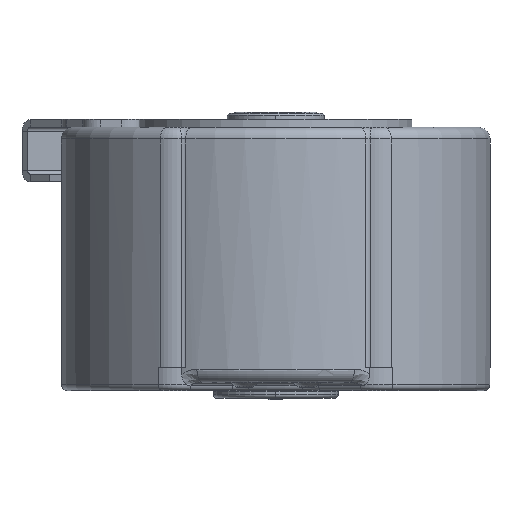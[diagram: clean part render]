
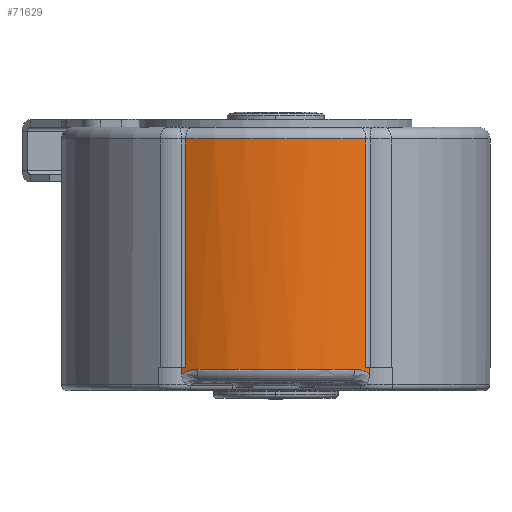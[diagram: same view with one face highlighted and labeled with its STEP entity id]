
A CAD part, front view. The second image highlights one B-rep face of the part: STEP entity #71629.
In plain terms, the highlighted cylindrical face has radius 53 mm (diameter 106 mm), a partial arc.
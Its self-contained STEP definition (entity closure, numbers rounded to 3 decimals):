
#26348=DIRECTION('',(0.,0.,-1.));
#26349=VECTOR('',#26348,58.5);
#26350=CARTESIAN_POINT('',(-23.08,-47.711,8.3));
#26351=LINE('',#26350,#26349);
#26366=CARTESIAN_POINT('',(0.,0.,-50.2));
#26367=DIRECTION('',(0.,0.,1.));
#26368=DIRECTION('',(0.435,-0.9,0.));
#26369=AXIS2_PLACEMENT_3D('',#26366,#26367,#26368);
#26371=DIRECTION('',(0.,0.,-1.));
#26372=VECTOR('',#26371,1.909);
#26373=CARTESIAN_POINT('',(24.096,-47.206,-50.2));
#26374=LINE('',#26373,#26372);
#26375=CARTESIAN_POINT('',(24.096,-47.206,
-52.109));
#26376=CARTESIAN_POINT('',(24.046,-47.231,
-52.062));
#26377=CARTESIAN_POINT('',(23.942,-47.284,
-51.969));
#26378=CARTESIAN_POINT('',(23.775,-47.368,
-51.834));
#26379=CARTESIAN_POINT('',(23.6,-47.456,
-51.704));
#26380=CARTESIAN_POINT('',(23.415,-47.548,
-51.58));
#26381=CARTESIAN_POINT('',(23.22,-47.643,
-51.461));
#26382=CARTESIAN_POINT('',(23.015,-47.742,
-51.349));
#26383=CARTESIAN_POINT('',(22.801,-47.845,
-51.244));
#26384=CARTESIAN_POINT('',(22.578,-47.951,
-51.147));
#26385=CARTESIAN_POINT('',(22.345,-48.059,
-51.057));
#26386=CARTESIAN_POINT('',(22.104,-48.171,
-50.977));
#26387=CARTESIAN_POINT('',(21.853,-48.285,
-50.905));
#26388=CARTESIAN_POINT('',(21.595,-48.401,
-50.844));
#26389=CARTESIAN_POINT('',(21.329,-48.519,
-50.792));
#26390=CARTESIAN_POINT('',(21.055,-48.638,
-50.751));
#26391=CARTESIAN_POINT('',(20.776,-48.759,
-50.722));
#26392=CARTESIAN_POINT('',(20.49,-48.879,
-50.704));
#26393=CARTESIAN_POINT('',(20.297,-48.959,
-50.7));
#26394=CARTESIAN_POINT('',(20.2,-49.,-50.7));
#26396=CARTESIAN_POINT('',(0.,0.,-50.7));
#26397=DIRECTION('',(0.,0.,-1.));
#26398=DIRECTION('',(0.381,-0.925,0.));
#26399=AXIS2_PLACEMENT_3D('',#26396,#26397,#26398);
#26401=CARTESIAN_POINT('',(-20.2,-49.,-50.7));
#26402=CARTESIAN_POINT('',(-20.297,-48.959,
-50.7));
#26403=CARTESIAN_POINT('',(-20.491,-48.879,
-50.704));
#26404=CARTESIAN_POINT('',(-20.776,-48.758,
-50.722));
#26405=CARTESIAN_POINT('',(-21.056,-48.638,
-50.752));
#26406=CARTESIAN_POINT('',(-21.329,-48.519,
-50.792));
#26407=CARTESIAN_POINT('',(-21.595,-48.401,
-50.844));
#26408=CARTESIAN_POINT('',(-21.854,-48.285,
-50.905));
#26409=CARTESIAN_POINT('',(-22.104,-48.171,
-50.977));
#26410=CARTESIAN_POINT('',(-22.345,-48.059,
-51.058));
#26411=CARTESIAN_POINT('',(-22.578,-47.951,
-51.147));
#26412=CARTESIAN_POINT('',(-22.801,-47.845,
-51.244));
#26413=CARTESIAN_POINT('',(-23.015,-47.742,
-51.349));
#26414=CARTESIAN_POINT('',(-23.22,-47.643,
-51.461));
#26415=CARTESIAN_POINT('',(-23.414,-47.548,
-51.58));
#26416=CARTESIAN_POINT('',(-23.6,-47.456,
-51.704));
#26417=CARTESIAN_POINT('',(-23.776,-47.368,
-51.834));
#26418=CARTESIAN_POINT('',(-23.942,-47.284,
-51.969));
#26419=CARTESIAN_POINT('',(-24.046,-47.231,
-52.062));
#26420=CARTESIAN_POINT('',(-24.096,-47.206,
-52.109));
#26422=DIRECTION('',(0.,0.,1.));
#26423=VECTOR('',#26422,1.909);
#26424=CARTESIAN_POINT('',(-24.096,-47.206,
-52.109));
#26425=LINE('',#26424,#26423);
#26426=CARTESIAN_POINT('',(0.,0.,-50.2));
#26427=DIRECTION('',(0.,0.,1.));
#26428=DIRECTION('',(-0.455,-0.891,0.));
#26429=AXIS2_PLACEMENT_3D('',#26426,#26427,#26428);
#26431=CARTESIAN_POINT('',(0.,0.,8.3));
#26432=DIRECTION('',(0.,0.,-1.));
#26433=DIRECTION('',(0.435,-0.9,0.));
#26434=AXIS2_PLACEMENT_3D('',#26431,#26432,#26433);
#26445=DIRECTION('',(0.,0.,1.));
#26446=VECTOR('',#26445,58.5);
#26447=CARTESIAN_POINT('',(23.08,-47.711,-50.2));
#26448=LINE('',#26447,#26446);
#33426=VERTEX_POINT('',#26401);
#33427=VERTEX_POINT('',#26420);
#33429=CARTESIAN_POINT('',(20.2,-49.,-50.7));
#33430=VERTEX_POINT('',#33429);
#33434=VERTEX_POINT('',#26375);
#34504=CARTESIAN_POINT('',(23.08,-47.711,8.3));
#34505=CARTESIAN_POINT('',(-23.08,-47.711,8.3));
#34506=VERTEX_POINT('',#34504);
#34507=VERTEX_POINT('',#34505);
#34984=CARTESIAN_POINT('',(-24.096,-47.206,-50.2));
#34985=CARTESIAN_POINT('',(-23.08,-47.711,-50.2));
#34986=VERTEX_POINT('',#34984);
#34987=VERTEX_POINT('',#34985);
#34988=CARTESIAN_POINT('',(23.08,-47.711,-50.2));
#34989=CARTESIAN_POINT('',(24.096,-47.206,-50.2));
#34990=VERTEX_POINT('',#34988);
#34991=VERTEX_POINT('',#34989);
#71603=CARTESIAN_POINT('',(0.,0.,-54.2));
#71604=DIRECTION('',(0.,0.,1.));
#71605=DIRECTION('',(1.,0.,0.));
#71606=AXIS2_PLACEMENT_3D('',#71603,#71604,#71605);
#71607=CYLINDRICAL_SURFACE('',#71606,53.);
#71609=ORIENTED_EDGE('',*,*,#71608,.F.);
#71611=ORIENTED_EDGE('',*,*,#71610,.T.);
#71613=ORIENTED_EDGE('',*,*,#71612,.T.);
#71615=ORIENTED_EDGE('',*,*,#71614,.T.);
#71617=ORIENTED_EDGE('',*,*,#71616,.T.);
#71619=ORIENTED_EDGE('',*,*,#71618,.T.);
#71621=ORIENTED_EDGE('',*,*,#71620,.T.);
#71623=ORIENTED_EDGE('',*,*,#71622,.T.);
#71624=ORIENTED_EDGE('',*,*,#71586,.F.);
#71626=ORIENTED_EDGE('',*,*,#71625,.F.);
#71627=EDGE_LOOP('',(#71609,#71611,#71613,#71615,#71617,#71619,#71621,#71623,
#71624,#71626));
#71628=FACE_OUTER_BOUND('',#71627,.F.);
#26370=CIRCLE('',#26369,53.);
#26395=B_SPLINE_CURVE_WITH_KNOTS('',3,(#26375,#26376,#26377,#26378,#26379,
#26380,#26381,#26382,#26383,#26384,#26385,#26386,#26387,#26388,#26389,#26390,
#26391,#26392,#26393,#26394),.UNSPECIFIED.,.F.,.F.,(4,1,1,1,1,1,1,1,1,1,1,1,1,1,
1,1,1,4),(0.,0.059,0.118,0.176,
0.235,0.294,0.353,0.412,
0.471,0.529,0.588,0.647,
0.706,0.765,0.824,0.882,
0.941,1.),.UNSPECIFIED.);
#26400=CIRCLE('',#26399,53.);
#26421=B_SPLINE_CURVE_WITH_KNOTS('',3,(#26401,#26402,#26403,#26404,#26405,
#26406,#26407,#26408,#26409,#26410,#26411,#26412,#26413,#26414,#26415,#26416,
#26417,#26418,#26419,#26420),.UNSPECIFIED.,.F.,.F.,(4,1,1,1,1,1,1,1,1,1,1,1,1,1,
1,1,1,4),(0.,0.059,0.118,0.176,
0.235,0.294,0.353,0.412,
0.471,0.529,0.588,0.647,
0.706,0.765,0.824,0.882,
0.941,1.),.UNSPECIFIED.);
#26430=CIRCLE('',#26429,53.);
#26435=CIRCLE('',#26434,53.);
#71586=EDGE_CURVE('',#34507,#34987,#26351,.T.);
#71608=EDGE_CURVE('',#34990,#34506,#26448,.T.);
#71610=EDGE_CURVE('',#34990,#34991,#26370,.T.);
#71612=EDGE_CURVE('',#34991,#33434,#26374,.T.);
#71614=EDGE_CURVE('',#33434,#33430,#26395,.T.);
#71616=EDGE_CURVE('',#33430,#33426,#26400,.T.);
#71618=EDGE_CURVE('',#33426,#33427,#26421,.T.);
#71620=EDGE_CURVE('',#33427,#34986,#26425,.T.);
#71622=EDGE_CURVE('',#34986,#34987,#26430,.T.);
#71625=EDGE_CURVE('',#34506,#34507,#26435,.T.);
#71629=ADVANCED_FACE('',(#71628),#71607,.T.);
